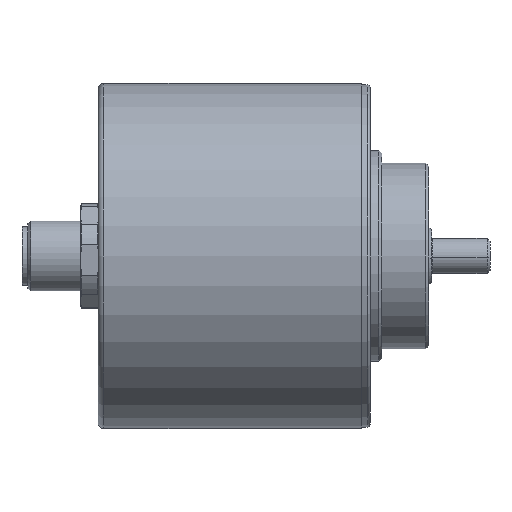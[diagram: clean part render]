
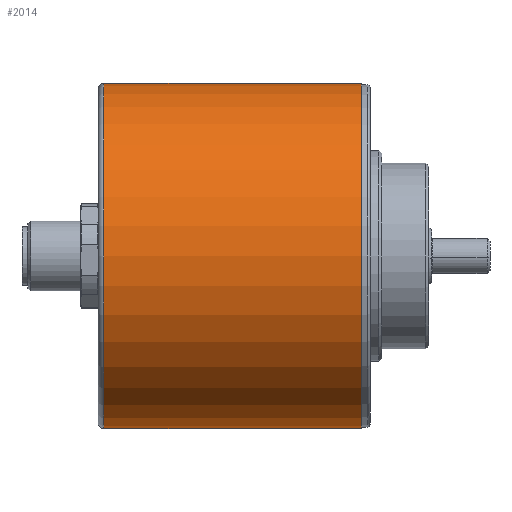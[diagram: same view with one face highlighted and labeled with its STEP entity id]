
A CAD part, left-side view. The second image highlights one B-rep face of the part: STEP entity #2014.
In plain terms, the highlighted cylindrical face has radius 29.5 mm (diameter 59 mm), a partial arc.
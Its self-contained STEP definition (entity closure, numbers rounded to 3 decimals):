
#16 = CARTESIAN_POINT ( 'NONE',  ( 0., 47.5, 0. ) ) ;
#60 = ORIENTED_EDGE ( 'NONE', *, *, #3619, .T. ) ;
#144 = VERTEX_POINT ( 'NONE', #3251 ) ;
#229 = CIRCLE ( 'NONE', #1128, 29.5 ) ;
#239 = AXIS2_PLACEMENT_3D ( 'NONE', #1137, #2380, #3609 ) ;
#380 = VERTEX_POINT ( 'NONE', #3337 ) ;
#384 = CARTESIAN_POINT ( 'NONE',  ( 0., 43.462, -29.5 ) ) ;
#399 = VECTOR ( 'NONE', #792, 1000. ) ;
#611 = EDGE_CURVE ( 'NONE', #380, #2332, #3247, .T. ) ;
#792 = DIRECTION ( 'NONE',  ( 0., 1., 0. ) ) ;
#793 = DIRECTION ( 'NONE',  ( 0., 0., 1. ) ) ;
#1008 = ORIENTED_EDGE ( 'NONE', *, *, #2405, .T. ) ;
#1128 = AXIS2_PLACEMENT_3D ( 'NONE', #16, #2480, #2158 ) ;
#1137 = CARTESIAN_POINT ( 'NONE',  ( 0., 43.462, 0. ) ) ;
#1476 = CARTESIAN_POINT ( 'NONE',  ( 0., 47.5, 29.5 ) ) ;
#1506 = VECTOR ( 'NONE', #3439, 1000. ) ;
#1618 = CARTESIAN_POINT ( 'NONE',  ( 0., 47.5, -29.5 ) ) ;
#1683 = EDGE_CURVE ( 'NONE', #144, #2178, #2512, .T. ) ;
#2014 = ADVANCED_FACE ( 'NONE', ( #2680 ), #3911, .T. ) ;
#2040 = EDGE_LOOP ( 'NONE', ( #3183, #1008, #3543, #60 ) ) ;
#2158 = DIRECTION ( 'NONE',  ( 0., 0., -1. ) ) ;
#2178 = VERTEX_POINT ( 'NONE', #1618 ) ;
#2332 = VERTEX_POINT ( 'NONE', #1476 ) ;
#2380 = DIRECTION ( 'NONE',  ( 0., 1., 0. ) ) ;
#2405 = EDGE_CURVE ( 'NONE', #144, #380, #2434, .T. ) ;
#2434 = CIRCLE ( 'NONE', #3859, 29.5 ) ;
#2480 = DIRECTION ( 'NONE',  ( 0., -1., 0. ) ) ;
#2512 = LINE ( 'NONE', #384, #1506 ) ;
#2674 = CARTESIAN_POINT ( 'NONE',  ( 0., 3.5, 0. ) ) ;
#2680 = FACE_OUTER_BOUND ( 'NONE', #2040, .T. ) ;
#3183 = ORIENTED_EDGE ( 'NONE', *, *, #1683, .F. ) ;
#3247 = LINE ( 'NONE', #3547, #399 ) ;
#3251 = CARTESIAN_POINT ( 'NONE',  ( 0., 3.5, -29.5 ) ) ;
#3337 = CARTESIAN_POINT ( 'NONE',  ( 0., 3.5, 29.5 ) ) ;
#3439 = DIRECTION ( 'NONE',  ( 0., 1., 0. ) ) ;
#3543 = ORIENTED_EDGE ( 'NONE', *, *, #611, .T. ) ;
#3547 = CARTESIAN_POINT ( 'NONE',  ( 0., 43.462, 29.5 ) ) ;
#3564 = DIRECTION ( 'NONE',  ( 0., 1., 0. ) ) ;
#3609 = DIRECTION ( 'NONE',  ( 0., 0., 1. ) ) ;
#3619 = EDGE_CURVE ( 'NONE', #2332, #2178, #229, .T. ) ;
#3859 = AXIS2_PLACEMENT_3D ( 'NONE', #2674, #3564, #793 ) ;
#3911 = CYLINDRICAL_SURFACE ( 'NONE', #239, 29.5 ) ;
